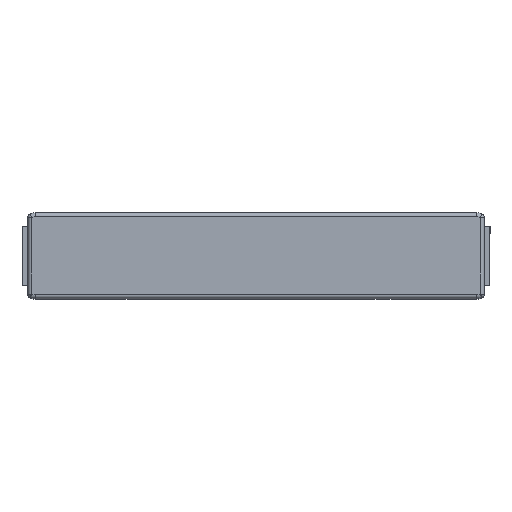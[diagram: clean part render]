
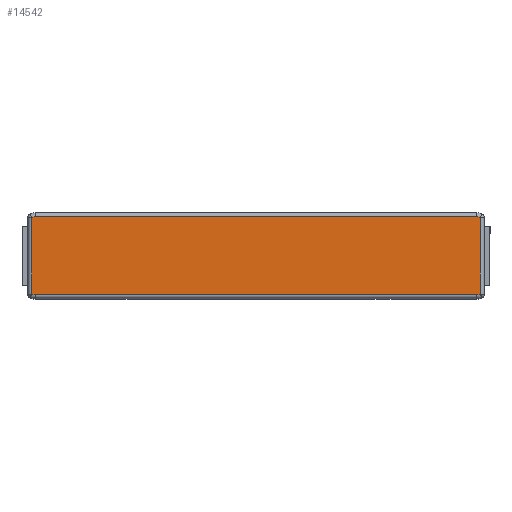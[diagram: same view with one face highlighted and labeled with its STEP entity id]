
A CAD part, top view. The second image highlights one B-rep face of the part: STEP entity #14542.
In plain terms, the highlighted planar face has unit normal (0, 0, 1).
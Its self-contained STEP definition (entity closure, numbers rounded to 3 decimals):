
#719 = DIRECTION ( 'NONE',  ( -1., 0., 0. ) ) ;
#1358 = CARTESIAN_POINT ( 'NONE',  ( 11.55, 1.55, 12.7 ) ) ;
#1908 = LINE ( 'NONE', #16826, #17457 ) ;
#2042 = EDGE_CURVE ( 'NONE', #8359, #10898, #15536, .T. ) ;
#2562 = ORIENTED_EDGE ( 'NONE', *, *, #10332, .T. ) ;
#2815 = CIRCLE ( 'NONE', #10483, 0.5 ) ;
#3347 = DIRECTION ( 'NONE',  ( 0., 0., 1. ) ) ;
#3352 = VERTEX_POINT ( 'NONE', #7863 ) ;
#3463 = EDGE_CURVE ( 'NONE', #4626, #3352, #7404, .T. ) ;
#3866 = CARTESIAN_POINT ( 'NONE',  ( 11.55, -1.55, 12.7 ) ) ;
#4227 = CIRCLE ( 'NONE', #7925, 0.5 ) ;
#4418 = DIRECTION ( 'NONE',  ( 0., 0., 1. ) ) ;
#4467 = CARTESIAN_POINT ( 'NONE',  ( -11.55, 1.55, 12.7 ) ) ;
#4626 = VERTEX_POINT ( 'NONE', #5661 ) ;
#4712 = ORIENTED_EDGE ( 'NONE', *, *, #5626, .T. ) ;
#4843 = CARTESIAN_POINT ( 'NONE',  ( -11.75, -2.008, 12.7 ) ) ;
#5152 = VECTOR ( 'NONE', #8907, 1000. ) ;
#5295 = ORIENTED_EDGE ( 'NONE', *, *, #16195, .T. ) ;
#5493 = FACE_OUTER_BOUND ( 'NONE', #11374, .T. ) ;
#5497 = VERTEX_POINT ( 'NONE', #4843 ) ;
#5589 = PLANE ( 'NONE',  #10040 ) ;
#5626 = EDGE_CURVE ( 'NONE', #10206, #12802, #8528, .T. ) ;
#5661 = CARTESIAN_POINT ( 'NONE',  ( -11.55, -2.05, 12.7 ) ) ;
#5708 = CARTESIAN_POINT ( 'NONE',  ( 11.55, 2.05, 12.7 ) ) ;
#6369 = LINE ( 'NONE', #11796, #14391 ) ;
#6380 = ORIENTED_EDGE ( 'NONE', *, *, #3463, .T. ) ;
#6810 = DIRECTION ( 'NONE',  ( 0., 0., 1. ) ) ;
#6923 = DIRECTION ( 'NONE',  ( -1., 0., 0. ) ) ;
#7095 = AXIS2_PLACEMENT_3D ( 'NONE', #16629, #4418, #16046 ) ;
#7249 = EDGE_CURVE ( 'NONE', #10256, #10206, #6369, .T. ) ;
#7404 = LINE ( 'NONE', #12717, #5152 ) ;
#7439 = DIRECTION ( 'NONE',  ( 0., 1., 0. ) ) ;
#7863 = CARTESIAN_POINT ( 'NONE',  ( 11.55, -2.05, 12.7 ) ) ;
#7925 = AXIS2_PLACEMENT_3D ( 'NONE', #12689, #3347, #13211 ) ;
#8359 = VERTEX_POINT ( 'NONE', #9259 ) ;
#8528 = CIRCLE ( 'NONE', #13935, 0.5 ) ;
#8907 = DIRECTION ( 'NONE',  ( 1., 0., 0. ) ) ;
#9095 = CARTESIAN_POINT ( 'NONE',  ( 11.75, 2.008, 12.7 ) ) ;
#9259 = CARTESIAN_POINT ( 'NONE',  ( 11.75, -2.008, 12.7 ) ) ;
#9268 = ORIENTED_EDGE ( 'NONE', *, *, #11989, .T. ) ;
#10040 = AXIS2_PLACEMENT_3D ( 'NONE', #1358, #11009, #6923 ) ;
#10206 = VERTEX_POINT ( 'NONE', #14889 ) ;
#10256 = VERTEX_POINT ( 'NONE', #5708 ) ;
#10332 = EDGE_CURVE ( 'NONE', #12802, #5497, #1908, .T. ) ;
#10363 = DIRECTION ( 'NONE',  ( 0., 0., 1. ) ) ;
#10370 = ORIENTED_EDGE ( 'NONE', *, *, #13845, .T. ) ;
#10483 = AXIS2_PLACEMENT_3D ( 'NONE', #3866, #10363, #10630 ) ;
#10630 = DIRECTION ( 'NONE',  ( -1., 0., 0. ) ) ;
#10898 = VERTEX_POINT ( 'NONE', #9095 ) ;
#11009 = DIRECTION ( 'NONE',  ( 0., 0., -1. ) ) ;
#11290 = DIRECTION ( 'NONE',  ( 0., -1., 0. ) ) ;
#11374 = EDGE_LOOP ( 'NONE', ( #10370, #15930, #5295, #13301, #4712, #2562, #9268, #6380 ) ) ;
#11796 = CARTESIAN_POINT ( 'NONE',  ( 11.55, 2.05, 12.7 ) ) ;
#11989 = EDGE_CURVE ( 'NONE', #5497, #4626, #4227, .T. ) ;
#12689 = CARTESIAN_POINT ( 'NONE',  ( -11.55, -1.55, 12.7 ) ) ;
#12717 = CARTESIAN_POINT ( 'NONE',  ( 11.55, -2.05, 12.7 ) ) ;
#12802 = VERTEX_POINT ( 'NONE', #16993 ) ;
#13112 = CARTESIAN_POINT ( 'NONE',  ( 11.75, 1.85, 12.7 ) ) ;
#13211 = DIRECTION ( 'NONE',  ( -1., 0., 0. ) ) ;
#13301 = ORIENTED_EDGE ( 'NONE', *, *, #7249, .T. ) ;
#13845 = EDGE_CURVE ( 'NONE', #3352, #8359, #2815, .T. ) ;
#13935 = AXIS2_PLACEMENT_3D ( 'NONE', #4467, #6810, #15185 ) ;
#14062 = VECTOR ( 'NONE', #7439, 1000. ) ;
#14391 = VECTOR ( 'NONE', #719, 1000. ) ;
#14542 = ADVANCED_FACE ( 'NONE', ( #5493 ), #5589, .F. ) ;
#14777 = CIRCLE ( 'NONE', #7095, 0.5 ) ;
#14889 = CARTESIAN_POINT ( 'NONE',  ( -11.55, 2.05, 12.7 ) ) ;
#15185 = DIRECTION ( 'NONE',  ( -1., 0., 0. ) ) ;
#15536 = LINE ( 'NONE', #13112, #14062 ) ;
#15930 = ORIENTED_EDGE ( 'NONE', *, *, #2042, .T. ) ;
#16046 = DIRECTION ( 'NONE',  ( -1., 0., 0. ) ) ;
#16195 = EDGE_CURVE ( 'NONE', #10898, #10256, #14777, .T. ) ;
#16629 = CARTESIAN_POINT ( 'NONE',  ( 11.55, 1.55, 12.7 ) ) ;
#16826 = CARTESIAN_POINT ( 'NONE',  ( -11.75, -1.85, 12.7 ) ) ;
#16993 = CARTESIAN_POINT ( 'NONE',  ( -11.75, 2.008, 12.7 ) ) ;
#17457 = VECTOR ( 'NONE', #11290, 1000. ) ;
